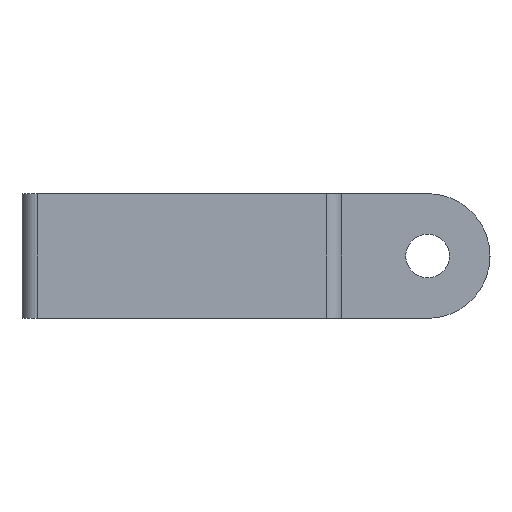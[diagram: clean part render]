
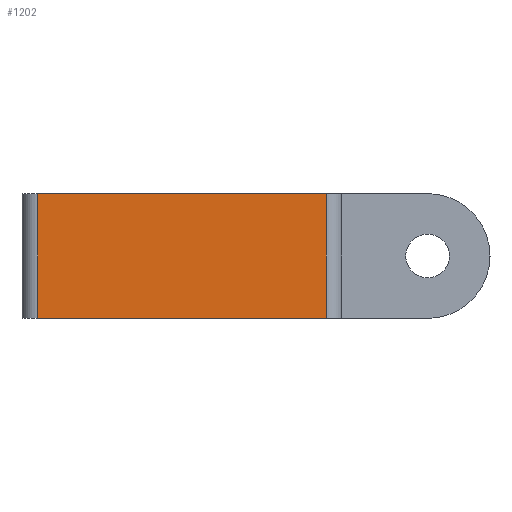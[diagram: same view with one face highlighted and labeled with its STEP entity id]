
A CAD part, left-side view. The second image highlights one B-rep face of the part: STEP entity #1202.
In plain terms, the highlighted planar face has unit normal (-1, 0, 0).
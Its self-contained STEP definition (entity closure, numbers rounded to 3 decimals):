
#44 = PLANE('',#45);
#45 = AXIS2_PLACEMENT_3D('',#46,#47,#48);
#46 = CARTESIAN_POINT('',(2.339,-6.077,0.));
#47 = DIRECTION('',(0.,0.,1.));
#48 = DIRECTION('',(1.,0.,0.));
#72 = CYLINDRICAL_SURFACE('',#73,1.);
#73 = AXIS2_PLACEMENT_3D('',#74,#75,#76);
#74 = CARTESIAN_POINT('',(-28.,-17.5,0.));
#75 = DIRECTION('',(0.,0.,1.));
#76 = DIRECTION('',(0.,-1.,0.));
#100 = PLANE('',#101);
#101 = AXIS2_PLACEMENT_3D('',#102,#103,#104);
#102 = CARTESIAN_POINT('',(2.339,-6.077,8.));
#103 = DIRECTION('',(0.,0.,1.));
#104 = DIRECTION('',(1.,0.,0.));
#141 = EDGE_CURVE('',#142,#144,#146,.T.);
#142 = VERTEX_POINT('',#143);
#143 = CARTESIAN_POINT('',(-29.,-17.5,0.));
#144 = VERTEX_POINT('',#145);
#145 = CARTESIAN_POINT('',(-29.,1.,0.));
#146 = SURFACE_CURVE('',#147,(#151,#158),.PCURVE_S1.);
#147 = LINE('',#148,#149);
#148 = CARTESIAN_POINT('',(-29.,-18.5,0.));
#149 = VECTOR('',#150,1.);
#150 = DIRECTION('',(0.,1.,0.));
#151 = PCURVE('',#44,#152);
#152 = DEFINITIONAL_REPRESENTATION('',(#153),#157);
#153 = LINE('',#154,#155);
#154 = CARTESIAN_POINT('',(-31.339,-12.423));
#155 = VECTOR('',#156,1.);
#156 = DIRECTION('',(0.,1.));
#157 = ( GEOMETRIC_REPRESENTATION_CONTEXT(2) 
PARAMETRIC_REPRESENTATION_CONTEXT() REPRESENTATION_CONTEXT('2D SPACE',''
  ) );
#158 = PCURVE('',#159,#164);
#159 = PLANE('',#160);
#160 = AXIS2_PLACEMENT_3D('',#161,#162,#163);
#161 = CARTESIAN_POINT('',(-29.,-18.5,0.));
#162 = DIRECTION('',(-1.,0.,0.));
#163 = DIRECTION('',(0.,1.,0.));
#164 = DEFINITIONAL_REPRESENTATION('',(#165),#169);
#165 = LINE('',#166,#167);
#166 = CARTESIAN_POINT('',(0.,0.));
#167 = VECTOR('',#168,1.);
#168 = DIRECTION('',(1.,0.));
#169 = ( GEOMETRIC_REPRESENTATION_CONTEXT(2) 
PARAMETRIC_REPRESENTATION_CONTEXT() REPRESENTATION_CONTEXT('2D SPACE',''
  ) );
#674 = CYLINDRICAL_SURFACE('',#675,1.);
#675 = AXIS2_PLACEMENT_3D('',#676,#677,#678);
#676 = CARTESIAN_POINT('',(-28.,1.,0.));
#677 = DIRECTION('',(0.,0.,1.));
#678 = DIRECTION('',(-1.,0.,0.));
#690 = EDGE_CURVE('',#142,#691,#693,.T.);
#691 = VERTEX_POINT('',#692);
#692 = CARTESIAN_POINT('',(-29.,-17.5,8.));
#693 = SURFACE_CURVE('',#694,(#698,#705),.PCURVE_S1.);
#694 = LINE('',#695,#696);
#695 = CARTESIAN_POINT('',(-29.,-17.5,0.));
#696 = VECTOR('',#697,1.);
#697 = DIRECTION('',(0.,0.,1.));
#698 = PCURVE('',#72,#699);
#699 = DEFINITIONAL_REPRESENTATION('',(#700),#704);
#700 = LINE('',#701,#702);
#701 = CARTESIAN_POINT('',(-1.571,0.));
#702 = VECTOR('',#703,1.);
#703 = DIRECTION('',(-0.,1.));
#704 = ( GEOMETRIC_REPRESENTATION_CONTEXT(2) 
PARAMETRIC_REPRESENTATION_CONTEXT() REPRESENTATION_CONTEXT('2D SPACE',''
  ) );
#705 = PCURVE('',#159,#706);
#706 = DEFINITIONAL_REPRESENTATION('',(#707),#711);
#707 = LINE('',#708,#709);
#708 = CARTESIAN_POINT('',(1.,0.));
#709 = VECTOR('',#710,1.);
#710 = DIRECTION('',(0.,-1.));
#711 = ( GEOMETRIC_REPRESENTATION_CONTEXT(2) 
PARAMETRIC_REPRESENTATION_CONTEXT() REPRESENTATION_CONTEXT('2D SPACE',''
  ) );
#793 = EDGE_CURVE('',#691,#794,#796,.T.);
#794 = VERTEX_POINT('',#795);
#795 = CARTESIAN_POINT('',(-29.,1.,8.));
#796 = SURFACE_CURVE('',#797,(#801,#808),.PCURVE_S1.);
#797 = LINE('',#798,#799);
#798 = CARTESIAN_POINT('',(-29.,-18.5,8.));
#799 = VECTOR('',#800,1.);
#800 = DIRECTION('',(0.,1.,0.));
#801 = PCURVE('',#100,#802);
#802 = DEFINITIONAL_REPRESENTATION('',(#803),#807);
#803 = LINE('',#804,#805);
#804 = CARTESIAN_POINT('',(-31.339,-12.423));
#805 = VECTOR('',#806,1.);
#806 = DIRECTION('',(0.,1.));
#807 = ( GEOMETRIC_REPRESENTATION_CONTEXT(2) 
PARAMETRIC_REPRESENTATION_CONTEXT() REPRESENTATION_CONTEXT('2D SPACE',''
  ) );
#808 = PCURVE('',#159,#809);
#809 = DEFINITIONAL_REPRESENTATION('',(#810),#814);
#810 = LINE('',#811,#812);
#811 = CARTESIAN_POINT('',(0.,-8.));
#812 = VECTOR('',#813,1.);
#813 = DIRECTION('',(1.,0.));
#814 = ( GEOMETRIC_REPRESENTATION_CONTEXT(2) 
PARAMETRIC_REPRESENTATION_CONTEXT() REPRESENTATION_CONTEXT('2D SPACE',''
  ) );
#1202 = ADVANCED_FACE('',(#1203),#159,.T.);
#1203 = FACE_BOUND('',#1204,.T.);
#1204 = EDGE_LOOP('',(#1205,#1206,#1207,#1208));
#1205 = ORIENTED_EDGE('',*,*,#141,.F.);
#1206 = ORIENTED_EDGE('',*,*,#690,.T.);
#1207 = ORIENTED_EDGE('',*,*,#793,.T.);
#1208 = ORIENTED_EDGE('',*,*,#1209,.F.);
#1209 = EDGE_CURVE('',#144,#794,#1210,.T.);
#1210 = SURFACE_CURVE('',#1211,(#1215,#1222),.PCURVE_S1.);
#1211 = LINE('',#1212,#1213);
#1212 = CARTESIAN_POINT('',(-29.,1.,0.));
#1213 = VECTOR('',#1214,1.);
#1214 = DIRECTION('',(0.,0.,1.));
#1215 = PCURVE('',#159,#1216);
#1216 = DEFINITIONAL_REPRESENTATION('',(#1217),#1221);
#1217 = LINE('',#1218,#1219);
#1218 = CARTESIAN_POINT('',(19.5,0.));
#1219 = VECTOR('',#1220,1.);
#1220 = DIRECTION('',(0.,-1.));
#1221 = ( GEOMETRIC_REPRESENTATION_CONTEXT(2) 
PARAMETRIC_REPRESENTATION_CONTEXT() REPRESENTATION_CONTEXT('2D SPACE',''
  ) );
#1222 = PCURVE('',#674,#1223);
#1223 = DEFINITIONAL_REPRESENTATION('',(#1224),#1228);
#1224 = LINE('',#1225,#1226);
#1225 = CARTESIAN_POINT('',(-0.,0.));
#1226 = VECTOR('',#1227,1.);
#1227 = DIRECTION('',(-0.,1.));
#1228 = ( GEOMETRIC_REPRESENTATION_CONTEXT(2) 
PARAMETRIC_REPRESENTATION_CONTEXT() REPRESENTATION_CONTEXT('2D SPACE',''
  ) );
